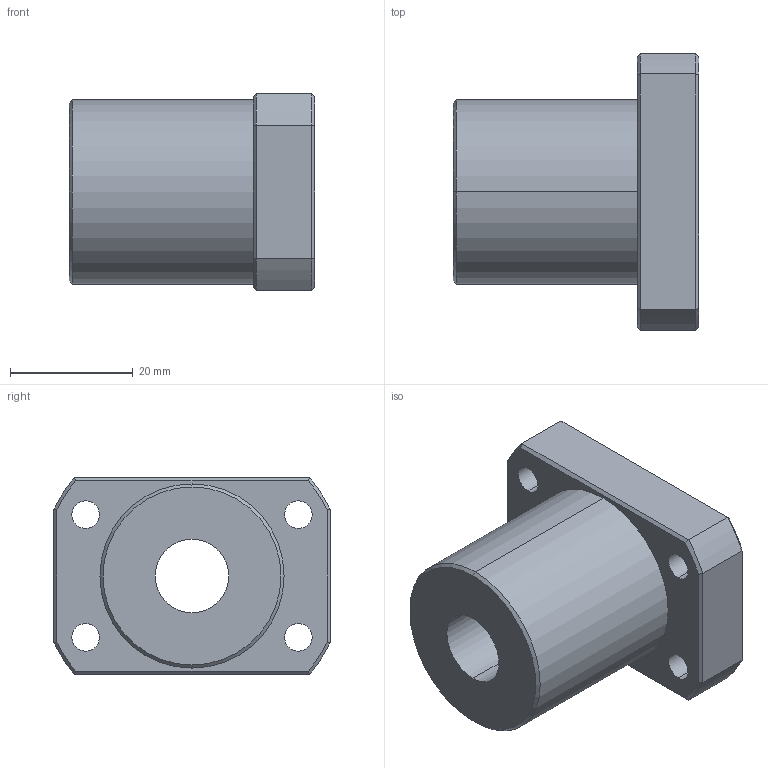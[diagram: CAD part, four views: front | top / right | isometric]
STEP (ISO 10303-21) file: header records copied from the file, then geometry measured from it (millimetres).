
FILE_DESCRIPTION (( 'STEP AP214' ), '1' );
FILE_NAME ('MBS 1210.step', '2020-09-08T14:24:35', ( '' ), ( '' ), 'SwSTEP 2.0', 'SolidWorks 2020', '' );
FILE_SCHEMA (( 'AUTOMOTIVE_DESIGN' ));
Length unit declared in the file: millimetre
Products named in the file (1): MBS 1210
Bounding box: 40 x 45 x 32 mm (x, y, z)
Volume: 29473.8 mm3; surface area: 8898.5 mm2
Topology: 1 solids, 1 shells, 53 faces, 120 edges, 74 vertices
Faces by surface type: cylinder 24, plane 19, cone 10
Entity records: 1558 total; most frequent: CARTESIAN_POINT 296, DIRECTION 270, ORIENTED_EDGE 240, EDGE_CURVE 120, AXIS2_PLACEMENT_3D 112, VERTEX_POINT 74, EDGE_LOOP 68, CIRCLE 58
